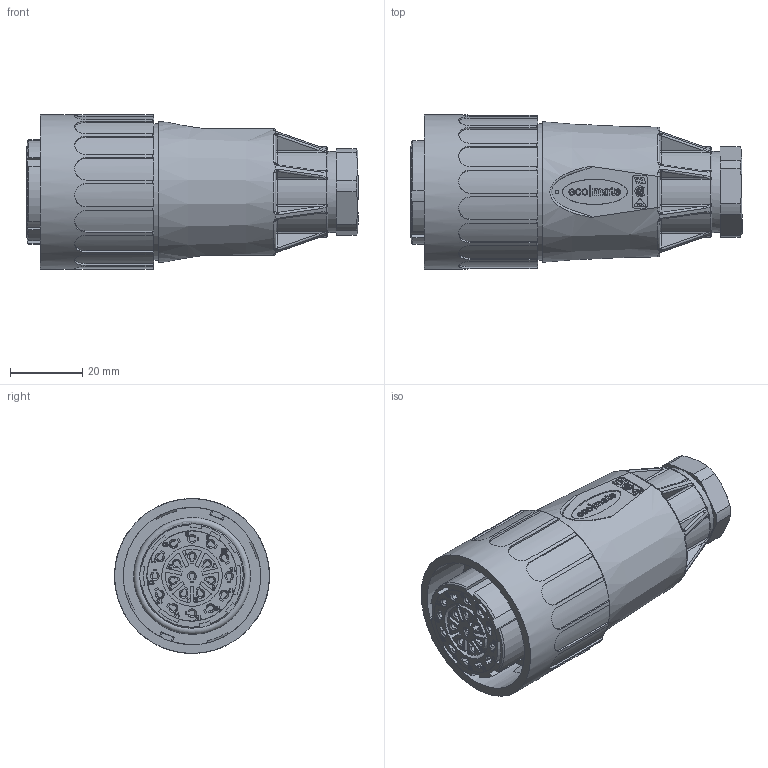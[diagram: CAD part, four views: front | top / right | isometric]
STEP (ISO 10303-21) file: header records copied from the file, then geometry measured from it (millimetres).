
FILE_DESCRIPTION(/* description */ (''),/* implementation_level */ '2;1');
FILE_NAME(/* name */ 'c016 10d019 004 2nxc001-01.stp',/* time_stamp */ '2019-07-08T07:46:55+02:00',/* author */ (''),/* organization */ (''),/* preprocessor_version */ 'ST-DEVELOPER v16.7',/* originating_system */ 'SIEMENS PLM Software NX 12.0',/* authorisation */ '');
FILE_SCHEMA (('AUTOMOTIVE_DESIGN { 1 0 10303 214 3 1 1 1 }'));
Products named in the file (1): c016 10d019 004 2nxc001-01
Bounding box: 92.15 x 43 x 43 mm (x, y, z)
Volume: 84902.9 mm3; surface area: 25069.7 mm2
Topology: 1 solids, 8 shells, 1582 faces, 4217 edges, 2758 vertices
Faces by surface type: plane 843, cylinder 332, bspline 154, extrusion 106, cone 64, torus 51, sphere 32
Full cylindrical faces by diameter (mm): 1 x1, 16 x1, 16.8 x1, 22.5 x1, 25 x1, 38 x1, 38.2 x1, 43 x1
Entity records: 54191 total; most frequent: CARTESIAN_POINT 16854, ORIENTED_EDGE 8360, DIRECTION 6863, EDGE_CURVE 4180, VERTEX_POINT 2744, VECTOR 2341, AXIS2_PLACEMENT_3D 2261, LINE 2235
